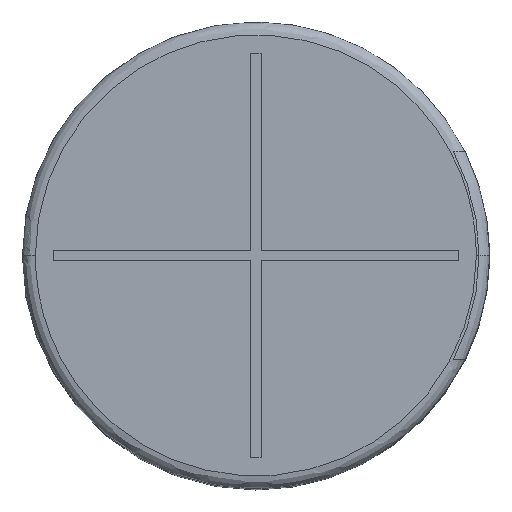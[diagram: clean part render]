
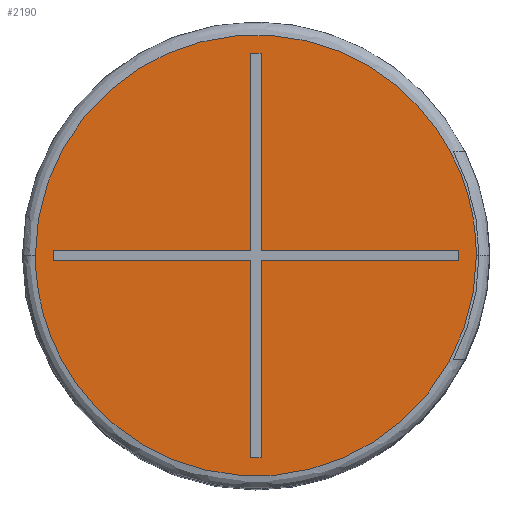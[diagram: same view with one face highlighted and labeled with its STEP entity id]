
A CAD part, top view. The second image highlights one B-rep face of the part: STEP entity #2190.
In plain terms, the highlighted planar face has unit normal (0, 0, 1).
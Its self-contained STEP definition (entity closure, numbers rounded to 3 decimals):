
#30 = VERTEX_POINT ( 'NONE', #544 ) ;
#39 = LINE ( 'NONE', #1004, #1575 ) ;
#64 = DIRECTION ( 'NONE',  ( 0., 1., 0. ) ) ;
#201 = CARTESIAN_POINT ( 'NONE',  ( -0.2, -7.8, 25. ) ) ;
#213 = CARTESIAN_POINT ( 'NONE',  ( 0., 0., 25. ) ) ;
#234 = LINE ( 'NONE', #1471, #1388 ) ;
#253 = CARTESIAN_POINT ( 'NONE',  ( 8.5, 17., 25. ) ) ;
#267 = LINE ( 'NONE', #1198, #3758 ) ;
#364 = LINE ( 'NONE', #2001, #822 ) ;
#376 = CARTESIAN_POINT ( 'NONE',  ( -0.2, 7.8, 25. ) ) ;
#405 = FACE_OUTER_BOUND ( 'NONE', #2493, .T. ) ;
#409 = CARTESIAN_POINT ( 'NONE',  ( -0.2, 0.2, 25. ) ) ;
#413 = EDGE_CURVE ( 'NONE', #30, #3499, #2214, .T. ) ;
#416 = DIRECTION ( 'NONE',  ( 1., 0., 0. ) ) ;
#544 = CARTESIAN_POINT ( 'NONE',  ( 8.5, 0., 25. ) ) ;
#554 = CARTESIAN_POINT ( 'NONE',  ( -8.5, 17., 25. ) ) ;
#629 = ORIENTED_EDGE ( 'NONE', *, *, #3646, .F. ) ;
#700 = ORIENTED_EDGE ( 'NONE', *, *, #3799, .F. ) ;
#777 = EDGE_CURVE ( 'NONE', #2327, #2286, #2984, .T. ) ;
#822 = VECTOR ( 'NONE', #64, 1000. ) ;
#857 = DIRECTION ( 'NONE',  ( 0., 1., 0. ) ) ;
#870 = ORIENTED_EDGE ( 'NONE', *, *, #1113, .F. ) ;
#893 = VECTOR ( 'NONE', #3254, 1000. ) ;
#1004 = CARTESIAN_POINT ( 'NONE',  ( -0.2, 0., 25. ) ) ;
#1021 = CARTESIAN_POINT ( 'NONE',  ( 7.8, 0., 25. ) ) ;
#1031 = ORIENTED_EDGE ( 'NONE', *, *, #3278, .F. ) ;
#1034 = FACE_BOUND ( 'NONE', #2246, .T. ) ;
#1050 = ORIENTED_EDGE ( 'NONE', *, *, #413, .F. ) ;
#1079 = CARTESIAN_POINT ( 'NONE',  ( -7.8, 0.2, 25. ) ) ;
#1113 = EDGE_CURVE ( 'NONE', #3808, #1162, #364, .T. ) ;
#1135 = CARTESIAN_POINT ( 'NONE',  ( 7.8, -0.2, 25. ) ) ;
#1162 = VERTEX_POINT ( 'NONE', #2846 ) ;
#1164 = CARTESIAN_POINT ( 'NONE',  ( 0.2, -7.8, 25. ) ) ;
#1177 = VERTEX_POINT ( 'NONE', #1361 ) ;
#1197 = CARTESIAN_POINT ( 'NONE',  ( 0., -7.8, 25. ) ) ;
#1198 = CARTESIAN_POINT ( 'NONE',  ( 0., 0.2, 25. ) ) ;
#1229 = LINE ( 'NONE', #2538, #3690 ) ;
#1235 = DIRECTION ( 'NONE',  ( 0., -1., 0. ) ) ;
#1314 = VERTEX_POINT ( 'NONE', #1817 ) ;
#1346 = EDGE_CURVE ( 'NONE', #3475, #2327, #3387, .T. ) ;
#1361 = CARTESIAN_POINT ( 'NONE',  ( -7.8, -0.2, 25. ) ) ;
#1388 = VECTOR ( 'NONE', #3933, 1000. ) ;
#1398 = CARTESIAN_POINT ( 'NONE',  ( 0., 0.2, 25. ) ) ;
#1439 = VECTOR ( 'NONE', #416, 1000. ) ;
#1451 = CARTESIAN_POINT ( 'NONE',  ( 0.2, -0.2, 25. ) ) ;
#1465 = CARTESIAN_POINT ( 'NONE',  ( -8.5, -17., 25. ) ) ;
#1471 = CARTESIAN_POINT ( 'NONE',  ( 0.2, 0., 25. ) ) ;
#1522 = LINE ( 'NONE', #1197, #2497 ) ;
#1563 = VERTEX_POINT ( 'NONE', #1135 ) ;
#1575 = VECTOR ( 'NONE', #2258, 1000. ) ;
#1623 = LINE ( 'NONE', #3525, #3802 ) ;
#1670 = ORIENTED_EDGE ( 'NONE', *, *, #3049, .F. ) ;
#1748 =( BOUNDED_CURVE ( )  B_SPLINE_CURVE ( 3, ( #3332, #554, #253, #2733 ),
 .UNSPECIFIED., .F., .T. ) 
 B_SPLINE_CURVE_WITH_KNOTS ( ( 4, 4 ),
 ( 0.5, 1. ),
 .UNSPECIFIED. ) 
 CURVE ( )  GEOMETRIC_REPRESENTATION_ITEM ( )  RATIONAL_B_SPLINE_CURVE ( ( 1., 0.333, 0.333, 1. ) ) 
 REPRESENTATION_ITEM ( '' )  );
#1817 = CARTESIAN_POINT ( 'NONE',  ( 7.8, 0.2, 25. ) ) ;
#1908 = CARTESIAN_POINT ( 'NONE',  ( 0.2, 0.2, 25. ) ) ;
#1936 = VERTEX_POINT ( 'NONE', #1164 ) ;
#1960 = CARTESIAN_POINT ( 'NONE',  ( 0., 7.8, 25. ) ) ;
#2001 = CARTESIAN_POINT ( 'NONE',  ( 0.2, 0., 25. ) ) ;
#2002 = LINE ( 'NONE', #1960, #893 ) ;
#2098 = EDGE_CURVE ( 'NONE', #1177, #2219, #1623, .T. ) ;
#2165 = ORIENTED_EDGE ( 'NONE', *, *, #2852, .F. ) ;
#2179 = EDGE_CURVE ( 'NONE', #1162, #3475, #2002, .T. ) ;
#2190 = ADVANCED_FACE ( 'NONE', ( #1034, #405 ), #2889, .F. ) ;
#2202 = VERTEX_POINT ( 'NONE', #1451 ) ;
#2214 =( BOUNDED_CURVE ( )  B_SPLINE_CURVE ( 3, ( #3345, #3008, #1465, #2989 ),
 .UNSPECIFIED., .F., .T. ) 
 B_SPLINE_CURVE_WITH_KNOTS ( ( 4, 4 ),
 ( 0., 0.5 ),
 .UNSPECIFIED. ) 
 CURVE ( )  GEOMETRIC_REPRESENTATION_ITEM ( )  RATIONAL_B_SPLINE_CURVE ( ( 1., 0.333, 0.333, 1. ) ) 
 REPRESENTATION_ITEM ( '' )  );
#2219 = VERTEX_POINT ( 'NONE', #3331 ) ;
#2246 = EDGE_LOOP ( 'NONE', ( #2791, #3918, #629, #700, #2437, #2165, #3128, #3896, #3313, #870, #1031, #3442 ) ) ;
#2258 = DIRECTION ( 'NONE',  ( 0., -1., 0. ) ) ;
#2286 = VERTEX_POINT ( 'NONE', #1079 ) ;
#2327 = VERTEX_POINT ( 'NONE', #409 ) ;
#2333 = DIRECTION ( 'NONE',  ( 0., 1., 0. ) ) ;
#2437 = ORIENTED_EDGE ( 'NONE', *, *, #2098, .F. ) ;
#2449 = DIRECTION ( 'NONE',  ( -1., 0., 0. ) ) ;
#2493 = EDGE_LOOP ( 'NONE', ( #1050, #1670 ) ) ;
#2497 = VECTOR ( 'NONE', #3622, 1000. ) ;
#2538 = CARTESIAN_POINT ( 'NONE',  ( -7.8, 0., 25. ) ) ;
#2596 = VERTEX_POINT ( 'NONE', #201 ) ;
#2636 = EDGE_CURVE ( 'NONE', #2202, #1563, #2679, .T. ) ;
#2644 = DIRECTION ( 'NONE',  ( -1., 0., 0. ) ) ;
#2679 = LINE ( 'NONE', #3814, #1439 ) ;
#2733 = CARTESIAN_POINT ( 'NONE',  ( 8.5, 0., 25. ) ) ;
#2767 = VECTOR ( 'NONE', #2644, 1000. ) ;
#2791 = ORIENTED_EDGE ( 'NONE', *, *, #2636, .F. ) ;
#2846 = CARTESIAN_POINT ( 'NONE',  ( 0.2, 7.8, 25. ) ) ;
#2852 = EDGE_CURVE ( 'NONE', #2286, #1177, #1229, .T. ) ;
#2889 = PLANE ( 'NONE',  #3817 ) ;
#2910 = DIRECTION ( 'NONE',  ( 1., 0., 0. ) ) ;
#2984 = LINE ( 'NONE', #1398, #2767 ) ;
#2989 = CARTESIAN_POINT ( 'NONE',  ( -8.5, 0., 25. ) ) ;
#3002 = EDGE_CURVE ( 'NONE', #1936, #2202, #234, .T. ) ;
#3008 = CARTESIAN_POINT ( 'NONE',  ( 8.5, -17., 25. ) ) ;
#3049 = EDGE_CURVE ( 'NONE', #3499, #30, #1748, .T. ) ;
#3067 = CARTESIAN_POINT ( 'NONE',  ( -0.2, 0., 25. ) ) ;
#3128 = ORIENTED_EDGE ( 'NONE', *, *, #777, .F. ) ;
#3254 = DIRECTION ( 'NONE',  ( -1., 0., 0. ) ) ;
#3278 = EDGE_CURVE ( 'NONE', #1314, #3808, #267, .T. ) ;
#3313 = ORIENTED_EDGE ( 'NONE', *, *, #2179, .F. ) ;
#3331 = CARTESIAN_POINT ( 'NONE',  ( -0.2, -0.2, 25. ) ) ;
#3332 = CARTESIAN_POINT ( 'NONE',  ( -8.5, 0., 25. ) ) ;
#3345 = CARTESIAN_POINT ( 'NONE',  ( 8.5, 0., 25. ) ) ;
#3387 = LINE ( 'NONE', #3067, #3806 ) ;
#3442 = ORIENTED_EDGE ( 'NONE', *, *, #3934, .F. ) ;
#3475 = VERTEX_POINT ( 'NONE', #376 ) ;
#3499 = VERTEX_POINT ( 'NONE', #3843 ) ;
#3525 = CARTESIAN_POINT ( 'NONE',  ( 0., -0.2, 25. ) ) ;
#3581 = VECTOR ( 'NONE', #2333, 1000. ) ;
#3622 = DIRECTION ( 'NONE',  ( 1., 0., 0. ) ) ;
#3627 = DIRECTION ( 'NONE',  ( 0., 0., -1. ) ) ;
#3646 = EDGE_CURVE ( 'NONE', #2596, #1936, #1522, .T. ) ;
#3690 = VECTOR ( 'NONE', #3746, 1000. ) ;
#3746 = DIRECTION ( 'NONE',  ( 0., -1., 0. ) ) ;
#3758 = VECTOR ( 'NONE', #2449, 1000. ) ;
#3799 = EDGE_CURVE ( 'NONE', #2219, #2596, #39, .T. ) ;
#3802 = VECTOR ( 'NONE', #2910, 1000. ) ;
#3806 = VECTOR ( 'NONE', #1235, 1000. ) ;
#3808 = VERTEX_POINT ( 'NONE', #1908 ) ;
#3814 = CARTESIAN_POINT ( 'NONE',  ( 0., -0.2, 25. ) ) ;
#3817 = AXIS2_PLACEMENT_3D ( 'NONE', #213, #3627, #857 ) ;
#3835 = LINE ( 'NONE', #1021, #3581 ) ;
#3843 = CARTESIAN_POINT ( 'NONE',  ( -8.5, 0., 25. ) ) ;
#3896 = ORIENTED_EDGE ( 'NONE', *, *, #1346, .F. ) ;
#3918 = ORIENTED_EDGE ( 'NONE', *, *, #3002, .F. ) ;
#3933 = DIRECTION ( 'NONE',  ( 0., 1., 0. ) ) ;
#3934 = EDGE_CURVE ( 'NONE', #1563, #1314, #3835, .T. ) ;
